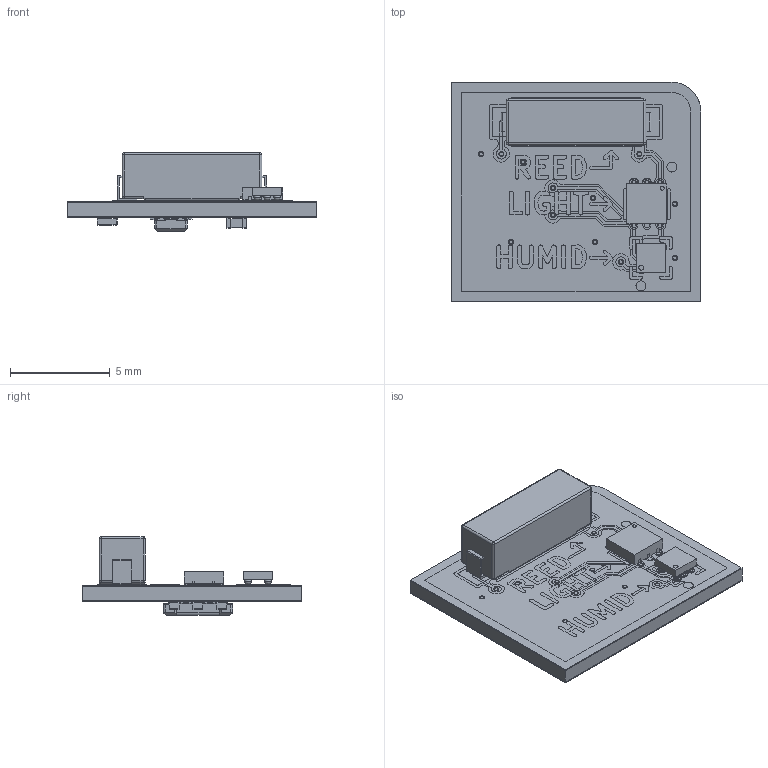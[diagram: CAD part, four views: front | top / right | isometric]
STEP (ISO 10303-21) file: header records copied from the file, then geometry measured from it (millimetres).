
FILE_DESCRIPTION(('KiCad electronic assembly'),'2;1');
FILE_NAME('ambient.step','2025-08-27T14:48:58',('Pcbnew'),('Kicad'), 'Open CASCADE STEP processor 7.8','KiCad to STEP converter','Unknown' );
FILE_SCHEMA(('AUTOMOTIVE_DESIGN { 1 0 10303 214 1 1 1 1 }'));
Length unit declared in the file: millimetre
Products named in the file (18): ambient 1; TI_6DSBGA_YPA; TI_6USON_DNP; COMUS_RI80SMDM-0510-J1; Leg; Body; Part 3; R_0402_1005Metric; C_0402_1005Metric; SlimStack_5055511020; SOLID; COMPOUND; ambient_copper; ambient_pad; ambient_via; ambient_silkscreen; ambient_soldermask; ambient_PCB
Assembly tree (20 placements, depth 3):
  ambient 1
    TI_6DSBGA_YPA
    TI_6USON_DNP
    COMUS_RI80SMDM-0510-J1
      Leg
      Body
      Part 3
    R_0402_1005Metric  x3
    C_0402_1005Metric  x2
    SlimStack_5055511020
      SOLID
      COMPOUND
    ambient_copper
    ambient_pad
    ambient_via
    ambient_silkscreen
    ambient_soldermask
    ambient_PCB
Bounding box: 12.5 x 11 x 3.94 mm (x, y, z)
Volume: 150.1 mm3; surface area: 1178.7 mm2
Topology: 95 solids, 137 shells, 1784 faces, 5244 edges, 3752 vertices
Faces by surface type: plane 1416, cylinder 340, sphere 20, torus 8
Full cylindrical faces by diameter (mm): 0.204 x14, 0.229 x28, 0.254 x14, 0.26 x6
Entity records: 58666 total; most frequent: CARTESIAN_POINT 10501, ORIENTED_EDGE 9310, DIRECTION 9285, EDGE_CURVE 4965, LINE 4153, VECTOR 4153, VERTEX_POINT 3502, AXIS2_PLACEMENT_3D 2566
